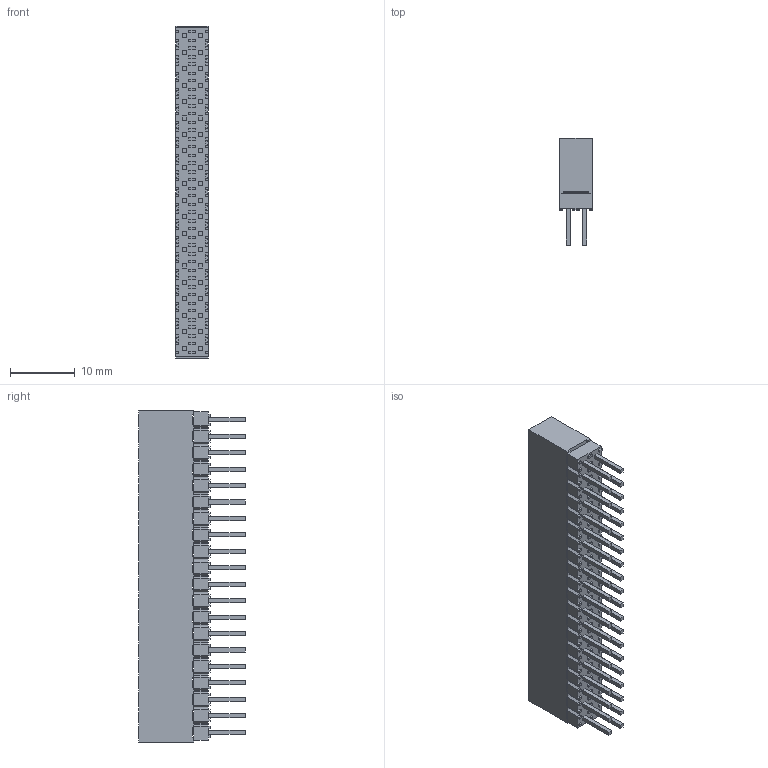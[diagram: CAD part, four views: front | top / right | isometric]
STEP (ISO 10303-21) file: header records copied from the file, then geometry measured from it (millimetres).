
FILE_DESCRIPTION(('FreeCAD Model'),'2;1');
FILE_NAME('Pin_Header_Straight_Female_2x20_RaspPi.step','2018-04-24T15:12:00',('kicad StepUp'),( 'ksu MCAD'),'Open CASCADE STEP processor 6.8','FreeCAD','Unknown');
FILE_SCHEMA(('AUTOMOTIVE_DESIGN_CC2 { 1 2 10303 214 -1 1 5 4 }'));
Length unit declared in the file: millimetre
Products named in the file (1): Pin_Header_Straight_Female_2x20_RaspPi
Bounding box: 5.08 x 16.51 x 51.31 mm (x, y, z)
Volume: 2571.5 mm3; surface area: 3816.7 mm2
Topology: 1 solids, 1 shells, 1368 faces, 3784 edges, 2416 vertices
Faces by surface type: plane 1368
Entity records: 52181 total; most frequent: CARTESIAN_POINT 7569, ORIENTED_EDGE 7568, DIRECTION 6522, EDGE_CURVE 3784, LINE 3784, VECTOR 3784, VERTEX_POINT 2416, FACE_BOUND 1528
